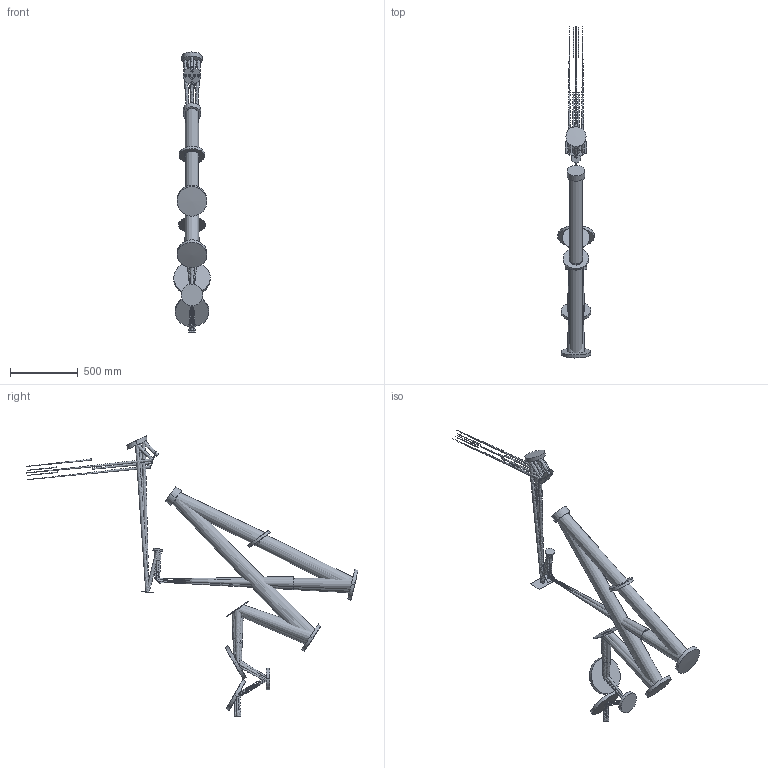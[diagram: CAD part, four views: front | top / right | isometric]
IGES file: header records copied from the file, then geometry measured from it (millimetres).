
Global section: file name: KNGAO_100mmpupil_120arcsecRelay_100218_v1_configs_config0001.IGS; native system: HarmonyWare Translators; preprocessor: HarmonyWare IGES v1.7.2; date: 20100219.072039; units: millimetre
Bounding box: 270 x 2456.22 x 2073.08 mm (x, y, z)
Volume: 158217814.8 mm3; surface area: 9543555.1 mm2
Topology: 157 solids, 157 shells, 2487 faces, 7102 edges, 2634 vertices
Faces by surface type: bspline 2487
